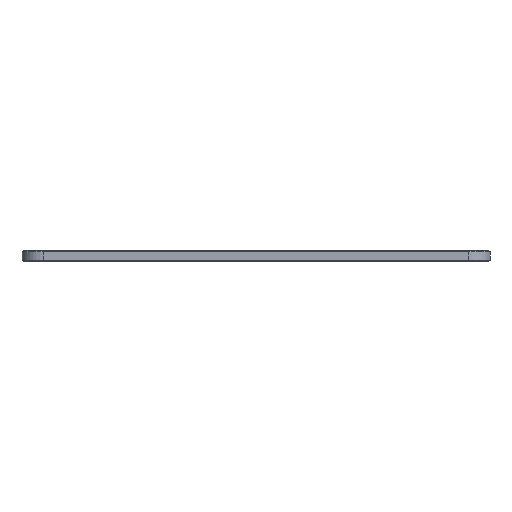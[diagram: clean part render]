
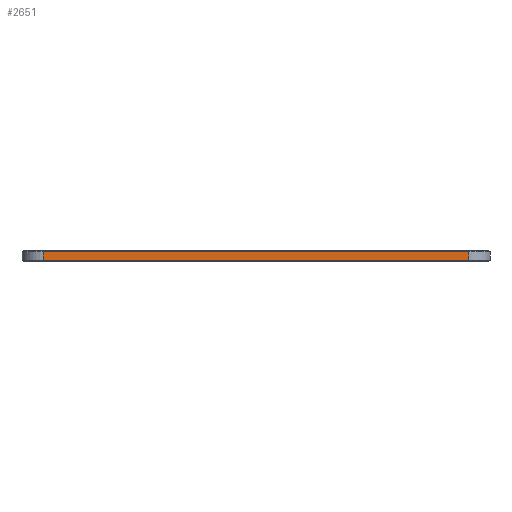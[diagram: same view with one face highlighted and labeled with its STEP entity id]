
A CAD part, left-side view. The second image highlights one B-rep face of the part: STEP entity #2651.
In plain terms, the highlighted planar face has unit normal (-1, 0, 0).
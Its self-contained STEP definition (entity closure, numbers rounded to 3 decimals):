
#101 = PLANE('',#102);
#102 = AXIS2_PLACEMENT_3D('',#103,#104,#105);
#103 = CARTESIAN_POINT('',(-6.1,125.,0.15));
#104 = DIRECTION('',(0.707,0.,0.707));
#105 = DIRECTION('',(0.,-1.,0.));
#1011 = VERTEX_POINT('',#1012);
#1012 = CARTESIAN_POINT('',(-6.25,125.,0.3));
#1027 = CYLINDRICAL_SURFACE('',#1028,6.25);
#1028 = AXIS2_PLACEMENT_3D('',#1029,#1030,#1031);
#1029 = CARTESIAN_POINT('',(0.,125.,0.));
#1030 = DIRECTION('',(-0.,-0.,-1.));
#1031 = DIRECTION('',(1.,0.,0.));
#1120 = EDGE_CURVE('',#1011,#1121,#1123,.T.);
#1121 = VERTEX_POINT('',#1122);
#1122 = CARTESIAN_POINT('',(-6.25,0.,0.3));
#1123 = SURFACE_CURVE('',#1124,(#1128,#1135),.PCURVE_S1.);
#1124 = LINE('',#1125,#1126);
#1125 = CARTESIAN_POINT('',(-6.25,125.,0.3));
#1126 = VECTOR('',#1127,1.);
#1127 = DIRECTION('',(-0.,-1.,-0.));
#1128 = PCURVE('',#101,#1129);
#1129 = DEFINITIONAL_REPRESENTATION('',(#1130),#1134);
#1130 = LINE('',#1131,#1132);
#1131 = CARTESIAN_POINT('',(0.,-0.212));
#1132 = VECTOR('',#1133,1.);
#1133 = DIRECTION('',(1.,0.));
#1134 = ( GEOMETRIC_REPRESENTATION_CONTEXT(2) 
PARAMETRIC_REPRESENTATION_CONTEXT() REPRESENTATION_CONTEXT('2D SPACE',''
  ) );
#1135 = PCURVE('',#1136,#1141);
#1136 = PLANE('',#1137);
#1137 = AXIS2_PLACEMENT_3D('',#1138,#1139,#1140);
#1138 = CARTESIAN_POINT('',(-6.25,0.,0.));
#1139 = DIRECTION('',(-1.,0.,0.));
#1140 = DIRECTION('',(0.,1.,0.));
#1141 = DEFINITIONAL_REPRESENTATION('',(#1142),#1146);
#1142 = LINE('',#1143,#1144);
#1143 = CARTESIAN_POINT('',(125.,-0.3));
#1144 = VECTOR('',#1145,1.);
#1145 = DIRECTION('',(-1.,0.));
#1146 = ( GEOMETRIC_REPRESENTATION_CONTEXT(2) 
PARAMETRIC_REPRESENTATION_CONTEXT() REPRESENTATION_CONTEXT('2D SPACE',''
  ) );
#1243 = CYLINDRICAL_SURFACE('',#1244,6.25);
#1244 = AXIS2_PLACEMENT_3D('',#1245,#1246,#1247);
#1245 = CARTESIAN_POINT('',(0.,0.,0.));
#1246 = DIRECTION('',(-0.,-0.,-1.));
#1247 = DIRECTION('',(1.,0.,0.));
#2547 = VERTEX_POINT('',#2548);
#2548 = CARTESIAN_POINT('',(-6.25,125.,2.825));
#2575 = EDGE_CURVE('',#1011,#2547,#2576,.T.);
#2576 = SURFACE_CURVE('',#2577,(#2581,#2588),.PCURVE_S1.);
#2577 = LINE('',#2578,#2579);
#2578 = CARTESIAN_POINT('',(-6.25,125.,0.));
#2579 = VECTOR('',#2580,1.);
#2580 = DIRECTION('',(0.,0.,1.));
#2581 = PCURVE('',#1027,#2582);
#2582 = DEFINITIONAL_REPRESENTATION('',(#2583),#2587);
#2583 = LINE('',#2584,#2585);
#2584 = CARTESIAN_POINT('',(-3.142,0.));
#2585 = VECTOR('',#2586,1.);
#2586 = DIRECTION('',(-0.,-1.));
#2587 = ( GEOMETRIC_REPRESENTATION_CONTEXT(2) 
PARAMETRIC_REPRESENTATION_CONTEXT() REPRESENTATION_CONTEXT('2D SPACE',''
  ) );
#2588 = PCURVE('',#1136,#2589);
#2589 = DEFINITIONAL_REPRESENTATION('',(#2590),#2594);
#2590 = LINE('',#2591,#2592);
#2591 = CARTESIAN_POINT('',(125.,0.));
#2592 = VECTOR('',#2593,1.);
#2593 = DIRECTION('',(0.,-1.));
#2594 = ( GEOMETRIC_REPRESENTATION_CONTEXT(2) 
PARAMETRIC_REPRESENTATION_CONTEXT() REPRESENTATION_CONTEXT('2D SPACE',''
  ) );
#2651 = ADVANCED_FACE('',(#2652),#1136,.T.);
#2652 = FACE_BOUND('',#2653,.T.);
#2653 = EDGE_LOOP('',(#2654,#2677,#2703,#2704));
#2654 = ORIENTED_EDGE('',*,*,#2655,.T.);
#2655 = EDGE_CURVE('',#1121,#2656,#2658,.T.);
#2656 = VERTEX_POINT('',#2657);
#2657 = CARTESIAN_POINT('',(-6.25,0.,2.825));
#2658 = SURFACE_CURVE('',#2659,(#2663,#2670),.PCURVE_S1.);
#2659 = LINE('',#2660,#2661);
#2660 = CARTESIAN_POINT('',(-6.25,0.,0.));
#2661 = VECTOR('',#2662,1.);
#2662 = DIRECTION('',(0.,0.,1.));
#2663 = PCURVE('',#1136,#2664);
#2664 = DEFINITIONAL_REPRESENTATION('',(#2665),#2669);
#2665 = LINE('',#2666,#2667);
#2666 = CARTESIAN_POINT('',(0.,0.));
#2667 = VECTOR('',#2668,1.);
#2668 = DIRECTION('',(0.,-1.));
#2669 = ( GEOMETRIC_REPRESENTATION_CONTEXT(2) 
PARAMETRIC_REPRESENTATION_CONTEXT() REPRESENTATION_CONTEXT('2D SPACE',''
  ) );
#2670 = PCURVE('',#1243,#2671);
#2671 = DEFINITIONAL_REPRESENTATION('',(#2672),#2676);
#2672 = LINE('',#2673,#2674);
#2673 = CARTESIAN_POINT('',(-3.142,0.));
#2674 = VECTOR('',#2675,1.);
#2675 = DIRECTION('',(-0.,-1.));
#2676 = ( GEOMETRIC_REPRESENTATION_CONTEXT(2) 
PARAMETRIC_REPRESENTATION_CONTEXT() REPRESENTATION_CONTEXT('2D SPACE',''
  ) );
#2677 = ORIENTED_EDGE('',*,*,#2678,.F.);
#2678 = EDGE_CURVE('',#2547,#2656,#2679,.T.);
#2679 = SURFACE_CURVE('',#2680,(#2684,#2691),.PCURVE_S1.);
#2680 = LINE('',#2681,#2682);
#2681 = CARTESIAN_POINT('',(-6.25,125.,2.825));
#2682 = VECTOR('',#2683,1.);
#2683 = DIRECTION('',(-0.,-1.,-0.));
#2684 = PCURVE('',#1136,#2685);
#2685 = DEFINITIONAL_REPRESENTATION('',(#2686),#2690);
#2686 = LINE('',#2687,#2688);
#2687 = CARTESIAN_POINT('',(125.,-2.825));
#2688 = VECTOR('',#2689,1.);
#2689 = DIRECTION('',(-1.,0.));
#2690 = ( GEOMETRIC_REPRESENTATION_CONTEXT(2) 
PARAMETRIC_REPRESENTATION_CONTEXT() REPRESENTATION_CONTEXT('2D SPACE',''
  ) );
#2691 = PCURVE('',#2692,#2697);
#2692 = PLANE('',#2693);
#2693 = AXIS2_PLACEMENT_3D('',#2694,#2695,#2696);
#2694 = CARTESIAN_POINT('',(-6.1,125.,2.975));
#2695 = DIRECTION('',(-0.707,0.,0.707
    ));
#2696 = DIRECTION('',(0.,-1.,0.));
#2697 = DEFINITIONAL_REPRESENTATION('',(#2698),#2702);
#2698 = LINE('',#2699,#2700);
#2699 = CARTESIAN_POINT('',(0.,-0.212));
#2700 = VECTOR('',#2701,1.);
#2701 = DIRECTION('',(1.,0.));
#2702 = ( GEOMETRIC_REPRESENTATION_CONTEXT(2) 
PARAMETRIC_REPRESENTATION_CONTEXT() REPRESENTATION_CONTEXT('2D SPACE',''
  ) );
#2703 = ORIENTED_EDGE('',*,*,#2575,.F.);
#2704 = ORIENTED_EDGE('',*,*,#1120,.T.);
